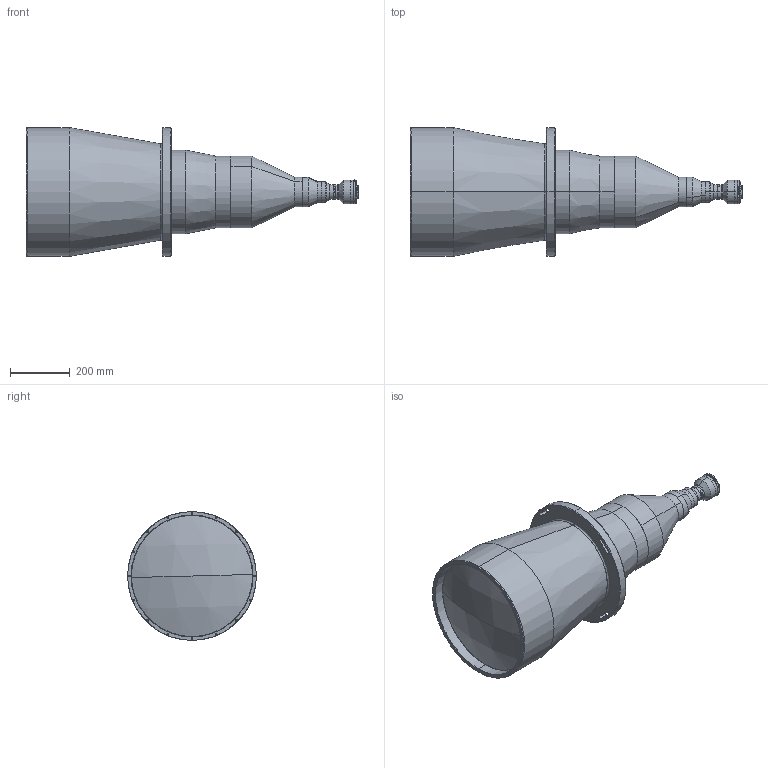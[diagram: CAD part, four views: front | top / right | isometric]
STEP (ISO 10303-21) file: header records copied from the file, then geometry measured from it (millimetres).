
FILE_DESCRIPTION (( 'STEP AP203' ), '1' );
FILE_NAME ('XF-PTL39029-F.STEP', '2019-07-19T01:48:45', ( 'puyufan' ), ( '' ), 'SwSTEP 2.0', 'SolidWorks 2014', '' );
FILE_SCHEMA (( 'CONFIG_CONTROL_DESIGN' ));
Length unit declared in the file: millimetre
Products named in the file (1): XF-PTL39029-F
Bounding box: 1108.68 x 430 x 430 mm (x, y, z)
Surface area: 1384362.7 mm2 (no closed solid volume)
Topology: 0 solids, 49 shells, 258 faces, 1289 edges, 1064 vertices
Faces by surface type: cylinder 139, plane 61, cone 28, torus 26, sphere 4
Entity records: 18149 total; most frequent: CARTESIAN_POINT 7882, DIRECTION 2158, ORIENTED_EDGE 1763, EDGE_CURVE 1289, VERTEX_POINT 1064, AXIS2_PLACEMENT_3D 858, CIRCLE 599, VECTOR 442
